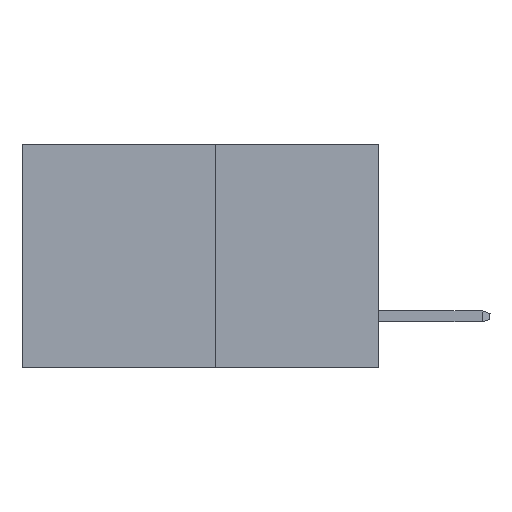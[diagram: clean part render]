
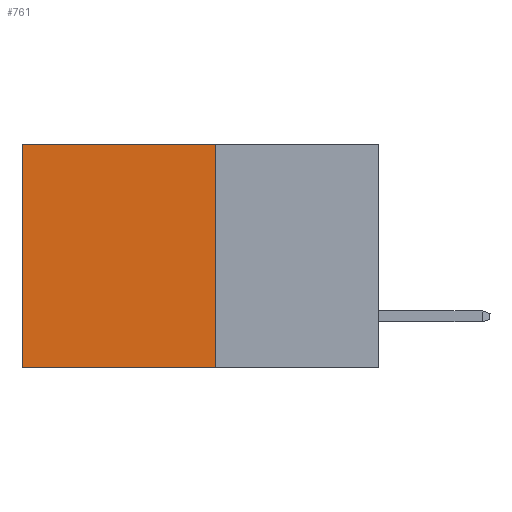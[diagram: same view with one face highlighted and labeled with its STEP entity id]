
A CAD part, left-side view. The second image highlights one B-rep face of the part: STEP entity #761.
In plain terms, the highlighted planar face has unit normal (-1, 0, 0).
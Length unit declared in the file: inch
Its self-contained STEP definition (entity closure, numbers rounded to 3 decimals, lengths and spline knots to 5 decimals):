
#761 = ADVANCED_FACE ( 'NONE', ( #13132 ), #3105, .F. ) ;
#1192 = ORIENTED_EDGE ( 'NONE', *, *, #1425, .T. ) ;
#1310 = VECTOR ( 'NONE', #12983, 39.37008 ) ;
#1425 = EDGE_CURVE ( 'NONE', #3567, #7331, #3671, .T. ) ;
#1883 = VERTEX_POINT ( 'NONE', #7474 ) ;
#3105 = PLANE ( 'NONE',  #6921 ) ;
#3567 = VERTEX_POINT ( 'NONE', #12785 ) ;
#3671 = LINE ( 'NONE', #12344, #12567 ) ;
#4342 = ORIENTED_EDGE ( 'NONE', *, *, #6350, .F. ) ;
#4708 = ORIENTED_EDGE ( 'NONE', *, *, #13655, .F. ) ;
#4844 = CARTESIAN_POINT ( 'NONE',  ( 0.277, 0.27, -0.37 ) ) ;
#5112 = VECTOR ( 'NONE', #15065, 39.37008 ) ;
#5489 = LINE ( 'NONE', #13935, #5112 ) ;
#6212 = VERTEX_POINT ( 'NONE', #11524 ) ;
#6350 = EDGE_CURVE ( 'NONE', #1883, #7331, #13009, .T. ) ;
#6449 = CARTESIAN_POINT ( 'NONE',  ( 0.277, 0.59, -0.37 ) ) ;
#6921 = AXIS2_PLACEMENT_3D ( 'NONE', #7375, #7704, #7091 ) ;
#7091 = DIRECTION ( 'NONE',  ( 0., 0., -1. ) ) ;
#7331 = VERTEX_POINT ( 'NONE', #6449 ) ;
#7375 = CARTESIAN_POINT ( 'NONE',  ( 0.277, 0.27, -0.37 ) ) ;
#7474 = CARTESIAN_POINT ( 'NONE',  ( 0.277, 0.27, -0.37 ) ) ;
#7704 = DIRECTION ( 'NONE',  ( 1., 0., 0. ) ) ;
#7803 = ORIENTED_EDGE ( 'NONE', *, *, #10281, .T. ) ;
#8005 = VECTOR ( 'NONE', #10431, 39.37008 ) ;
#9244 = CARTESIAN_POINT ( 'NONE',  ( 0.277, 0.27, -0.37 ) ) ;
#10281 = EDGE_CURVE ( 'NONE', #6212, #3567, #5489, .T. ) ;
#10409 = EDGE_LOOP ( 'NONE', ( #1192, #4342, #4708, #7803 ) ) ;
#10431 = DIRECTION ( 'NONE',  ( 0., 0., -1. ) ) ;
#11524 = CARTESIAN_POINT ( 'NONE',  ( 0.277, 0.27, 0. ) ) ;
#12283 = DIRECTION ( 'NONE',  ( 0., 0., -1. ) ) ;
#12344 = CARTESIAN_POINT ( 'NONE',  ( 0.277, 0.59, -0.37 ) ) ;
#12567 = VECTOR ( 'NONE', #12283, 39.37008 ) ;
#12785 = CARTESIAN_POINT ( 'NONE',  ( 0.277, 0.59, 0. ) ) ;
#12983 = DIRECTION ( 'NONE',  ( 0., 1., 0. ) ) ;
#13009 = LINE ( 'NONE', #4844, #1310 ) ;
#13085 = LINE ( 'NONE', #9244, #8005 ) ;
#13132 = FACE_OUTER_BOUND ( 'NONE', #10409, .T. ) ;
#13655 = EDGE_CURVE ( 'NONE', #6212, #1883, #13085, .T. ) ;
#13935 = CARTESIAN_POINT ( 'NONE',  ( 0.277, 0.27, 0. ) ) ;
#15065 = DIRECTION ( 'NONE',  ( 0., 1., 0. ) ) ;
